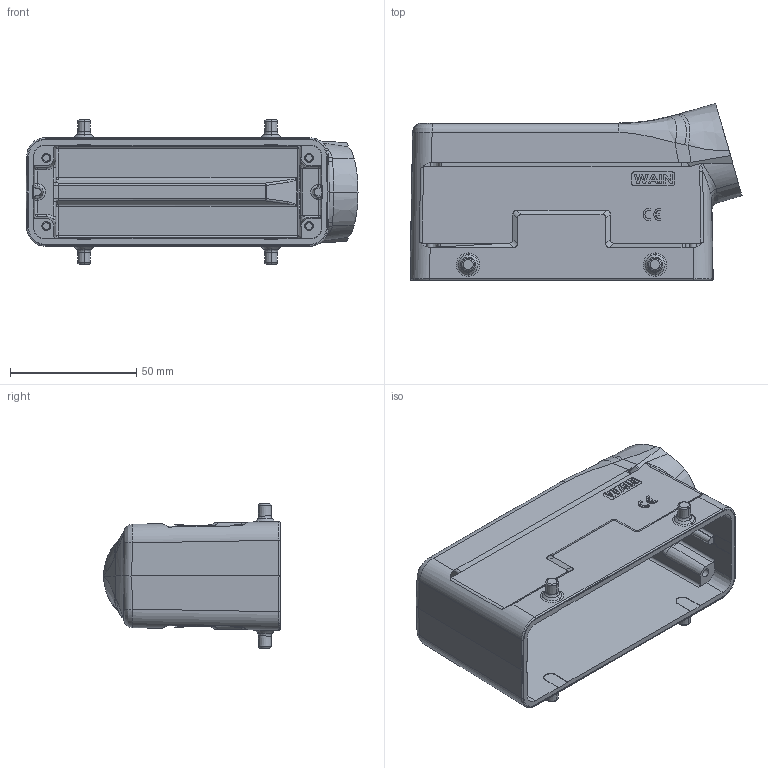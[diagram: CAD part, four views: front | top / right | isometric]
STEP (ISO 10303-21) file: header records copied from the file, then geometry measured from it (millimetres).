
FILE_DESCRIPTION((''),'2;1');
FILE_NAME('3D_1111245301001_W24B-SE-4B-M25','2023-12-07T',('p.yu'),(''),'PRO/ENGINEER BY PARAMETRIC TECHNOLOGY CORPORATION, 2012480','PRO/ENGINEER BY PARAMETRIC TECHNOLOGY CORPORATION, 2012480','');
FILE_SCHEMA(('CONFIG_CONTROL_DESIGN'));
Length unit declared in the file: millimetre
Products named in the file (1): 3D_1111245301001_W24B-SE-4B-M25
Bounding box: 131.4 x 70.04 x 57 mm (x, y, z)
Volume: 78656.6 mm3; surface area: 48306.4 mm2
Topology: 1 solids, 1 shells, 433 faces, 1117 edges, 701 vertices
Faces by surface type: plane 205, cylinder 117, bspline 60, cone 20, torus 16, sphere 14, revolution 1
Entity records: 17198 total; most frequent: CARTESIAN_POINT 7215, ORIENTED_EDGE 2206, DIRECTION 1834, EDGE_CURVE 1103, VERTEX_POINT 701, VECTOR 643, LINE 643, AXIS2_PLACEMENT_3D 595
